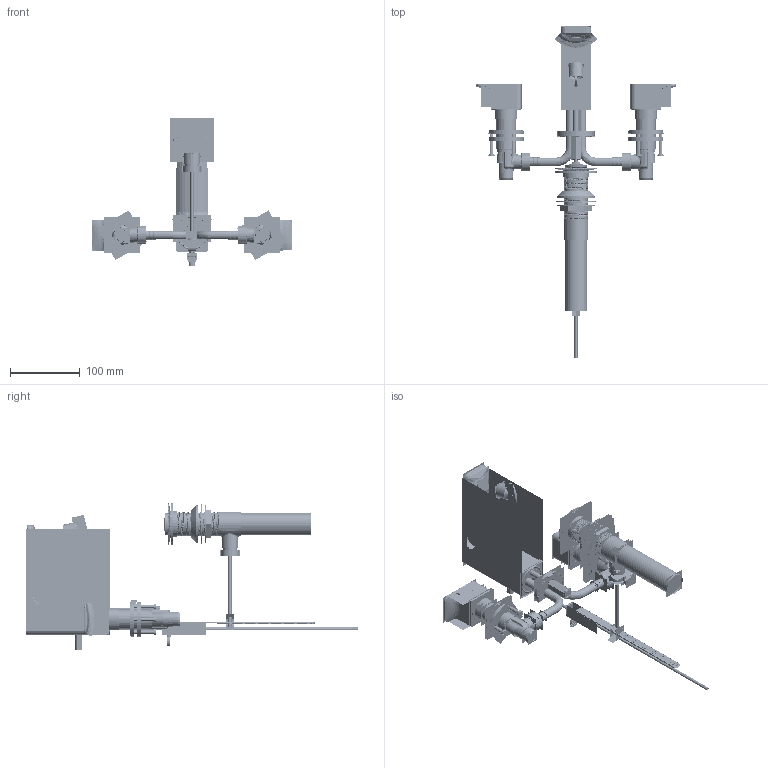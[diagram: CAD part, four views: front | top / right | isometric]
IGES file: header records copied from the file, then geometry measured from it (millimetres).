
Start section:  PTC IGES file: FFAS1303-101500BC0.igs
Global section: file name: FFAS1303-101500BC0.igs; native system: Creo Parametric by PTC Inc.; preprocessor: 2015200; author: 10114211; organization: Unknown; date: 20180809.151710; units: millimetre
Bounding box: 286.52 x 475.12 x 211.06 mm (x, y, z)
Volume: 958016.7 mm3; surface area: 6948190.3 mm2
Topology: 104 solids, 148 shells, 12954 faces, 83526 edges, 118055 vertices
Faces by surface type: revolution 6940, bspline 6002, extrusion 12
